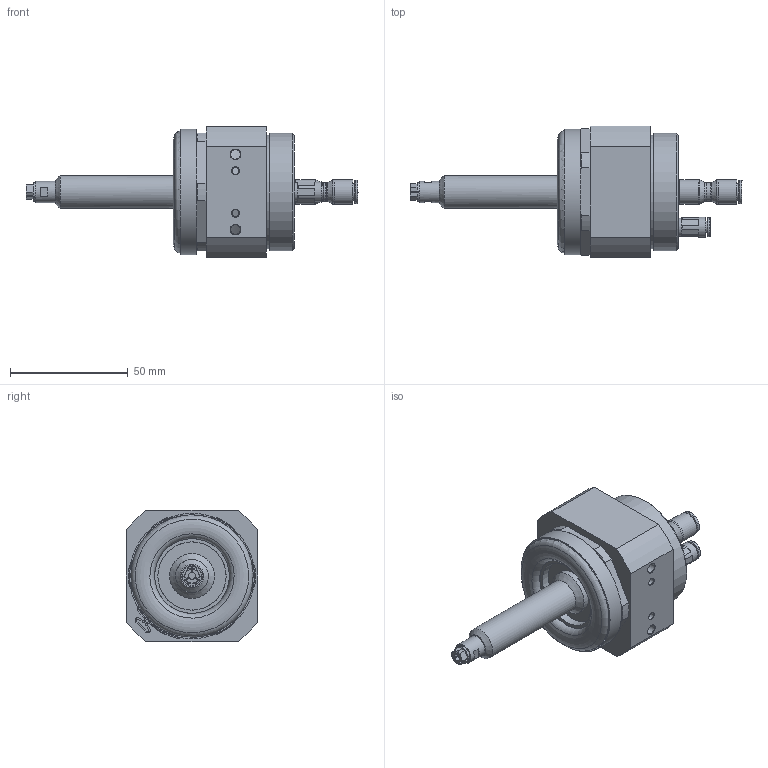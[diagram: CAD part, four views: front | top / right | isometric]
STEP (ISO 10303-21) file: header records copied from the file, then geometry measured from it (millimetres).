
FILE_DESCRIPTION(/* description */ (''),/* implementation_level */ '2;1');
FILE_NAME(/* name */ 'ESR 551_60007395.stp',/* time_stamp */ '2014-12-10T10:49:28+01:00',/* author */ ('ekoch'),/* organization */ (''),/* preprocessor_version */ 'ST-DEVELOPER v15.2',/* originating_system */ 'Autodesk Inventor 2014',/* authorisation */ '');
FILE_SCHEMA (('AUTOMOTIVE_DESIGN { 1 0 10303 214 3 1 1 }'));
Length unit declared in the file: millimetre
Products named in the file (1): ESR 551_60007395
Bounding box: 141.05 x 56 x 56 mm (x, y, z)
Volume: 127868.4 mm3; surface area: 28719.6 mm2
Topology: 1 solids, 4 shells, 293 faces, 729 edges, 470 vertices
Faces by surface type: plane 135, cylinder 90, cone 52, torus 16
Full cylindrical faces by diameter (mm): 3 x3, 3.1 x1, 4 x2, 4.134 x4, 5 x1, 5.2 x1, 6 x2, 7.2 x3, 7.8 x2, 8 x1, 8.1 x1, 8.5 x1, 9 x1, 9.9 x3, 10.5 x2, 11 x1, 13 x1, 14 x1, 18 x2, 18.1 x1, 19 x1, 29 x1, 32 x1, 34 x1, 45 x1, 48 x1, 48.178 x1, 48.376 x1, 50 x2
Entity records: 8549 total; most frequent: CARTESIAN_POINT 1728, DIRECTION 1376, ORIENTED_EDGE 1224, EDGE_CURVE 612, AXIS2_PLACEMENT_3D 564, VERTEX_POINT 433, EDGE_LOOP 423, ADVANCED_FACE 293
